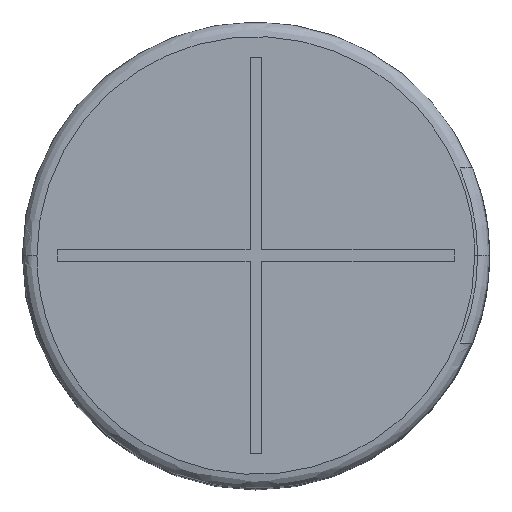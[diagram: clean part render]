
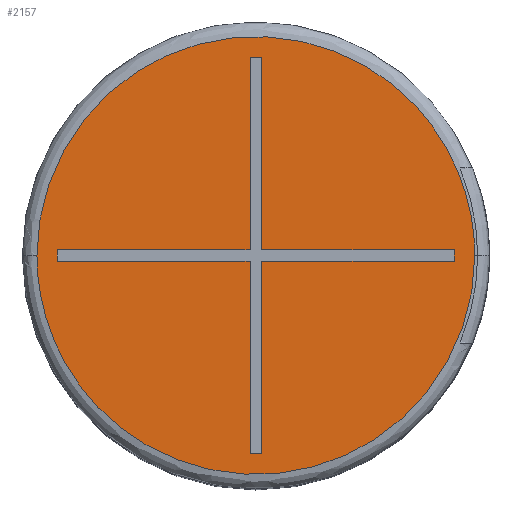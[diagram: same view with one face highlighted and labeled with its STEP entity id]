
A CAD part, top view. The second image highlights one B-rep face of the part: STEP entity #2157.
In plain terms, the highlighted planar face has unit normal (0, 0, 1).
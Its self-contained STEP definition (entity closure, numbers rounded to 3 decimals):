
#36 = VERTEX_POINT ( 'NONE', #155 ) ;
#84 = ORIENTED_EDGE ( 'NONE', *, *, #518, .F. ) ;
#89 = EDGE_CURVE ( 'NONE', #3209, #3317, #3782, .T. ) ;
#139 = VECTOR ( 'NONE', #2457, 1000. ) ;
#140 = ORIENTED_EDGE ( 'NONE', *, *, #217, .F. ) ;
#145 = DIRECTION ( 'NONE',  ( -1., 0., 0. ) ) ;
#155 = CARTESIAN_POINT ( 'NONE',  ( 0.2, -6.8, 20. ) ) ;
#192 = ORIENTED_EDGE ( 'NONE', *, *, #4023, .F. ) ;
#199 = CARTESIAN_POINT ( 'NONE',  ( 0., 0., 20. ) ) ;
#202 = DIRECTION ( 'NONE',  ( 0., 1., 0. ) ) ;
#204 = CARTESIAN_POINT ( 'NONE',  ( 6.8, 0.2, 20. ) ) ;
#214 = DIRECTION ( 'NONE',  ( 0., 1., 0. ) ) ;
#217 = EDGE_CURVE ( 'NONE', #2582, #4170, #1017, .T. ) ;
#221 = DIRECTION ( 'NONE',  ( 1., 0., 0. ) ) ;
#315 = DIRECTION ( 'NONE',  ( 1., 0., 0. ) ) ;
#318 = DIRECTION ( 'NONE',  ( 1., 0., 0. ) ) ;
#334 = CARTESIAN_POINT ( 'NONE',  ( 0., 0.2, 20. ) ) ;
#518 = EDGE_CURVE ( 'NONE', #36, #1644, #3477, .T. ) ;
#522 = CARTESIAN_POINT ( 'NONE',  ( -0.2, 6.8, 20. ) ) ;
#542 = CARTESIAN_POINT ( 'NONE',  ( 0.2, 0., 20. ) ) ;
#563 = EDGE_CURVE ( 'NONE', #1576, #4071, #4198, .T. ) ;
#572 = VERTEX_POINT ( 'NONE', #2343 ) ;
#596 = ORIENTED_EDGE ( 'NONE', *, *, #753, .F. ) ;
#663 = CARTESIAN_POINT ( 'NONE',  ( 0., -0.2, 20. ) ) ;
#670 = EDGE_CURVE ( 'NONE', #2470, #686, #4113, .T. ) ;
#686 = VERTEX_POINT ( 'NONE', #2176 ) ;
#690 = DIRECTION ( 'NONE',  ( 0., -1., 0. ) ) ;
#753 = EDGE_CURVE ( 'NONE', #4071, #36, #2945, .T. ) ;
#771 = CARTESIAN_POINT ( 'NONE',  ( 6.8, -0.2, 20. ) ) ;
#783 = VECTOR ( 'NONE', #214, 1000. ) ;
#801 = EDGE_CURVE ( 'NONE', #4170, #2470, #3282, .T. ) ;
#821 = CARTESIAN_POINT ( 'NONE',  ( -6.8, 0.2, 20. ) ) ;
#987 = CARTESIAN_POINT ( 'NONE',  ( -7.5, 0., 20. ) ) ;
#1005 = CARTESIAN_POINT ( 'NONE',  ( -0.2, 0., 20. ) ) ;
#1017 = LINE ( 'NONE', #1221, #783 ) ;
#1068 = CARTESIAN_POINT ( 'NONE',  ( -6.8, 0., 20. ) ) ;
#1130 = VECTOR ( 'NONE', #221, 1000. ) ;
#1154 = DIRECTION ( 'NONE',  ( 0., -1., 0. ) ) ;
#1184 = CARTESIAN_POINT ( 'NONE',  ( 0.2, 0., 20. ) ) ;
#1221 = CARTESIAN_POINT ( 'NONE',  ( 6.8, 0., 20. ) ) ;
#1381 = LINE ( 'NONE', #1068, #1768 ) ;
#1532 = DIRECTION ( 'NONE',  ( 0., 1., 0. ) ) ;
#1576 = VERTEX_POINT ( 'NONE', #4109 ) ;
#1623 = VECTOR ( 'NONE', #145, 1000. ) ;
#1641 = DIRECTION ( 'NONE',  ( -1., 0., 0. ) ) ;
#1644 = VERTEX_POINT ( 'NONE', #2107 ) ;
#1658 = EDGE_LOOP ( 'NONE', ( #192, #84, #596, #2666, #3081, #2680, #2893, #2055, #4042, #3835, #4251, #140 ) ) ;
#1705 = CARTESIAN_POINT ( 'NONE',  ( -6.8, -0.2, 20. ) ) ;
#1746 = CARTESIAN_POINT ( 'NONE',  ( 0., 0.2, 20. ) ) ;
#1768 = VECTOR ( 'NONE', #690, 1000. ) ;
#1769 = EDGE_CURVE ( 'NONE', #1836, #572, #2196, .T. ) ;
#1824 = LINE ( 'NONE', #4095, #3957 ) ;
#1836 = VERTEX_POINT ( 'NONE', #2762 ) ;
#1891 = VERTEX_POINT ( 'NONE', #522 ) ;
#1913 =( BOUNDED_CURVE ( )  B_SPLINE_CURVE ( 3, ( #2179, #3490, #3812, #2838 ),
 .UNSPECIFIED., .F., .T. ) 
 B_SPLINE_CURVE_WITH_KNOTS ( ( 4, 4 ),
 ( 0., 0.5 ),
 .UNSPECIFIED. ) 
 CURVE ( )  GEOMETRIC_REPRESENTATION_ITEM ( )  RATIONAL_B_SPLINE_CURVE ( ( 1., 0.333, 0.333, 1. ) ) 
 REPRESENTATION_ITEM ( '' )  );
#1935 = ORIENTED_EDGE ( 'NONE', *, *, #1769, .F. ) ;
#1942 = DIRECTION ( 'NONE',  ( 0., -1., 0. ) ) ;
#1962 = LINE ( 'NONE', #663, #2252 ) ;
#2037 = CARTESIAN_POINT ( 'NONE',  ( 7.5, 15., 20. ) ) ;
#2055 = ORIENTED_EDGE ( 'NONE', *, *, #3654, .F. ) ;
#2107 = CARTESIAN_POINT ( 'NONE',  ( 0.2, -0.2, 20. ) ) ;
#2157 = ADVANCED_FACE ( 'NONE', ( #3462, #3842 ), #2477, .F. ) ;
#2176 = CARTESIAN_POINT ( 'NONE',  ( 0.2, 6.8, 20. ) ) ;
#2179 = CARTESIAN_POINT ( 'NONE',  ( 7.5, 0., 20. ) ) ;
#2196 =( BOUNDED_CURVE ( )  B_SPLINE_CURVE ( 3, ( #987, #3611, #2037, #2270 ),
 .UNSPECIFIED., .F., .T. ) 
 B_SPLINE_CURVE_WITH_KNOTS ( ( 4, 4 ),
 ( 0.5, 1. ),
 .UNSPECIFIED. ) 
 CURVE ( )  GEOMETRIC_REPRESENTATION_ITEM ( )  RATIONAL_B_SPLINE_CURVE ( ( 1., 0.333, 0.333, 1. ) ) 
 REPRESENTATION_ITEM ( '' )  );
#2214 = CARTESIAN_POINT ( 'NONE',  ( 0., -6.8, 20. ) ) ;
#2252 = VECTOR ( 'NONE', #318, 1000. ) ;
#2270 = CARTESIAN_POINT ( 'NONE',  ( 7.5, 0., 20. ) ) ;
#2317 = LINE ( 'NONE', #3258, #2527 ) ;
#2343 = CARTESIAN_POINT ( 'NONE',  ( 7.5, 0., 20. ) ) ;
#2457 = DIRECTION ( 'NONE',  ( -1., 0., 0. ) ) ;
#2470 = VERTEX_POINT ( 'NONE', #4102 ) ;
#2477 = PLANE ( 'NONE',  #3936 ) ;
#2527 = VECTOR ( 'NONE', #315, 1000. ) ;
#2575 = VECTOR ( 'NONE', #1942, 1000. ) ;
#2582 = VERTEX_POINT ( 'NONE', #771 ) ;
#2657 = EDGE_CURVE ( 'NONE', #686, #1891, #4049, .T. ) ;
#2666 = ORIENTED_EDGE ( 'NONE', *, *, #563, .F. ) ;
#2677 = EDGE_CURVE ( 'NONE', #572, #1836, #1913, .T. ) ;
#2680 = ORIENTED_EDGE ( 'NONE', *, *, #4079, .F. ) ;
#2762 = CARTESIAN_POINT ( 'NONE',  ( -7.5, 0., 20. ) ) ;
#2792 = VECTOR ( 'NONE', #202, 1000. ) ;
#2838 = CARTESIAN_POINT ( 'NONE',  ( -7.5, 0., 20. ) ) ;
#2893 = ORIENTED_EDGE ( 'NONE', *, *, #89, .F. ) ;
#2945 = LINE ( 'NONE', #2214, #1130 ) ;
#2952 = EDGE_LOOP ( 'NONE', ( #3881, #1935 ) ) ;
#3035 = CARTESIAN_POINT ( 'NONE',  ( -0.2, -6.8, 20. ) ) ;
#3062 = VECTOR ( 'NONE', #1641, 1000. ) ;
#3081 = ORIENTED_EDGE ( 'NONE', *, *, #3944, .F. ) ;
#3097 = CARTESIAN_POINT ( 'NONE',  ( 0., 6.8, 20. ) ) ;
#3147 = DIRECTION ( 'NONE',  ( 0., 0., -1. ) ) ;
#3209 = VERTEX_POINT ( 'NONE', #3406 ) ;
#3258 = CARTESIAN_POINT ( 'NONE',  ( 0., -0.2, 20. ) ) ;
#3282 = LINE ( 'NONE', #334, #3062 ) ;
#3317 = VERTEX_POINT ( 'NONE', #821 ) ;
#3406 = CARTESIAN_POINT ( 'NONE',  ( -0.2, 0.2, 20. ) ) ;
#3446 = VECTOR ( 'NONE', #3819, 1000. ) ;
#3462 = FACE_BOUND ( 'NONE', #1658, .T. ) ;
#3477 = LINE ( 'NONE', #542, #3446 ) ;
#3490 = CARTESIAN_POINT ( 'NONE',  ( 7.5, -15., 20. ) ) ;
#3554 = VERTEX_POINT ( 'NONE', #1705 ) ;
#3611 = CARTESIAN_POINT ( 'NONE',  ( -7.5, 15., 20. ) ) ;
#3654 = EDGE_CURVE ( 'NONE', #1891, #3209, #1824, .T. ) ;
#3782 = LINE ( 'NONE', #1746, #139 ) ;
#3812 = CARTESIAN_POINT ( 'NONE',  ( -7.5, -15., 20. ) ) ;
#3819 = DIRECTION ( 'NONE',  ( 0., 1., 0. ) ) ;
#3835 = ORIENTED_EDGE ( 'NONE', *, *, #670, .F. ) ;
#3842 = FACE_OUTER_BOUND ( 'NONE', #2952, .T. ) ;
#3881 = ORIENTED_EDGE ( 'NONE', *, *, #2677, .F. ) ;
#3936 = AXIS2_PLACEMENT_3D ( 'NONE', #199, #3147, #1532 ) ;
#3944 = EDGE_CURVE ( 'NONE', #3554, #1576, #2317, .T. ) ;
#3957 = VECTOR ( 'NONE', #1154, 1000. ) ;
#4023 = EDGE_CURVE ( 'NONE', #1644, #2582, #1962, .T. ) ;
#4042 = ORIENTED_EDGE ( 'NONE', *, *, #2657, .F. ) ;
#4049 = LINE ( 'NONE', #3097, #1623 ) ;
#4071 = VERTEX_POINT ( 'NONE', #3035 ) ;
#4079 = EDGE_CURVE ( 'NONE', #3317, #3554, #1381, .T. ) ;
#4095 = CARTESIAN_POINT ( 'NONE',  ( -0.2, 0., 20. ) ) ;
#4102 = CARTESIAN_POINT ( 'NONE',  ( 0.2, 0.2, 20. ) ) ;
#4109 = CARTESIAN_POINT ( 'NONE',  ( -0.2, -0.2, 20. ) ) ;
#4113 = LINE ( 'NONE', #1184, #2792 ) ;
#4170 = VERTEX_POINT ( 'NONE', #204 ) ;
#4198 = LINE ( 'NONE', #1005, #2575 ) ;
#4251 = ORIENTED_EDGE ( 'NONE', *, *, #801, .F. ) ;
